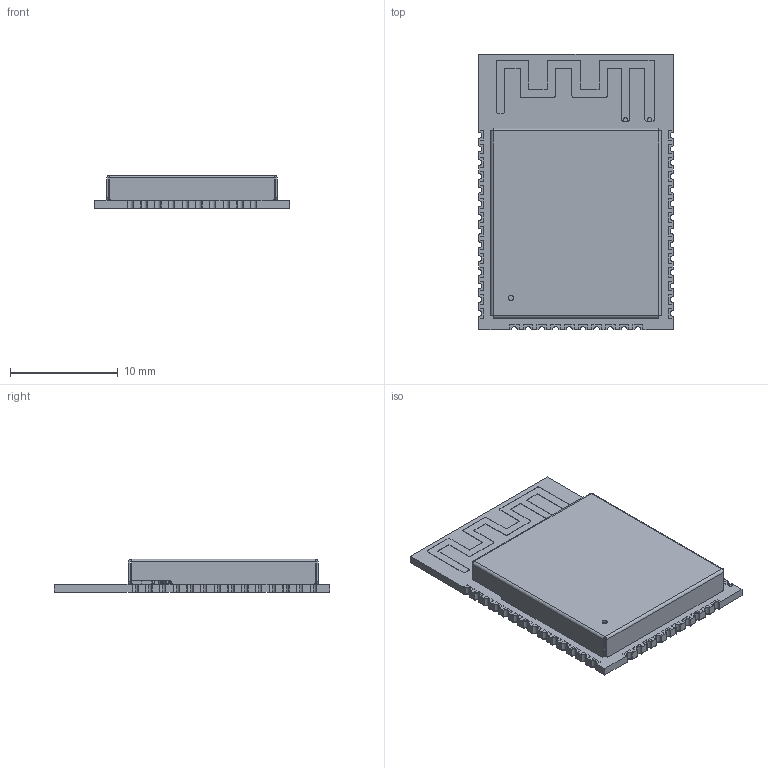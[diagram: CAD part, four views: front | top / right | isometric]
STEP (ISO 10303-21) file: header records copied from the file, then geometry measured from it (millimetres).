
FILE_DESCRIPTION (( 'STEP AP214' ), '1' );
FILE_NAME ('ESP32-WROOM-32E_20210903.STEP', '2021-09-03T11:59:30', ( '' ), ( '' ), 'SwSTEP 2.0', '', '' );
FILE_SCHEMA (( 'AUTOMOTIVE_DESIGN' ));
Length unit declared in the file: millimetre
Products named in the file (195): uid__1-411^DesignRootModel_PCB_ESP32-WROOM-32E_V1(2)_PCB_ESP32-WROOM-32E_V1.STEP; uid__1-597^DesignRootModel_PCB_ESP32-WROOM-32E_V1(2)_PCB_ESP32-WROOM-32E_V1.STEP; XTAL3225_20210301.STEP^XTAL3225_20210301.STEP_Submodel-3225_part_DesignRootModel_PCB_ESP32-WROOM-32E_V1(2)_PCB_ESP32-WROOM-32E_V1.STEP; uid__1-499^DesignRootModel_PCB_ESP32-WROOM-32E_V1(2)_PCB_ESP32-WROOM-32E_V1.STEP; uid__1-460^DesignRootModel_PCB_ESP32-WROOM-32E_V1(2)_PCB_ESP32-WROOM-32E_V1.STEP; PCB_ESP32-WROOM-32E.STEP; uid__1-532^DesignRootModel_PCB_ESP32-WROOM-32E_V1(2)_PCB_ESP32-WROOM-32E_V1.STEP; uid__1-437^DesignRootModel_PCB_ESP32-WROOM-32E_V1(2)_PCB_ESP32-WROOM-32E_V1.STEP; uid__1-608^DesignRootModel_PCB_ESP32-WROOM-32E_V1(2)_PCB_ESP32-WROOM-32E_V1.STEP; Submodel-C0201_part^DesignRootModel_PCB_ESP32-WROOM-32E_V1(2)_PCB_ESP32-WROOM-32E_V1-4.STEP; Submodel-C0201_part^DesignRootModel_PCB_ESP32-WROOM-32E_V1(2)_PCB_ESP32-WROOM-32E_V1-8.STEP; C0201_20210301.STEP^Submodel-C0201_part_DesignRootModel_PCB_ESP32-WROOM-32E_V1(2)_PCB_ESP32-WROOM-32E_V1-2.STEP; uid__1-632^DesignRootModel_PCB_ESP32-WROOM-32E_V1(2)_PCB_ESP32-WROOM-32E_V1.STEP; uid__1-445^DesignRootModel_PCB_ESP32-WROOM-32E_V1(2)_PCB_ESP32-WROOM-32E_V1.STEP; uid__1-506^DesignRootModel_PCB_ESP32-WROOM-32E_V1(2)_PCB_ESP32-WROOM-32E_V1.STEP; uid__1-364^DesignRootModel_PCB_ESP32-WROOM-32E_V1(2)_PCB_ESP32-WROOM-32E_V1.STEP; Submodel-C0201_part^DesignRootModel_PCB_ESP32-WROOM-32E_V1(2)_PCB_ESP32-WROOM-32E_V1-7.STEP; uid__1-504^DesignRootModel_PCB_ESP32-WROOM-32E_V1(2)_PCB_ESP32-WROOM-32E_V1.STEP; uid__1-552^DesignRootModel_PCB_ESP32-WROOM-32E_V1(2)_PCB_ESP32-WROOM-32E_V1.STEP; uid__1-679^DesignRootModel_PCB_ESP32-WROOM-32E_V1(2)_PCB_ESP32-WROOM-32E_V1.STEP; uid__1-377^DesignRootModel_PCB_ESP32-WROOM-32E_V1(2)_PCB_ESP32-WROOM-32E_V1.STEP; uid__1-497^DesignRootModel_PCB_ESP32-WROOM-32E_V1(2)_PCB_ESP32-WROOM-32E_V1.STEP; C0201_20210301.STEP^Submodel-C0201_part_DesignRootModel_PCB_ESP32-WROOM-32E_V1(2)_PCB_ESP32-WROOM-32E_V1-3.STEP; uid__1-656^DesignRootModel_PCB_ESP32-WROOM-32E_V1(2)_PCB_ESP32-WROOM-32E_V1.STEP; Submodel-C0201_part^DesignRootModel_PCB_ESP32-WROOM-32E_V1(2)_PCB_ESP32-WROOM-32E_V1-10.STEP; uid__1-593^DesignRootModel_PCB_ESP32-WROOM-32E_V1(2)_PCB_ESP32-WROOM-32E_V1.STEP; Submodel-ANT_L_TYPEA_1501846164_part^DesignRootModel_PCB_ESP32-WROOM-32E_V1(2)_PCB_ESP32-WROOM-32E_V1.STEP; uid__1-566^DesignRootModel_PCB_ESP32-WROOM-32E_V1(2)_PCB_ESP32-WROOM-32E_V1.STEP; uid__1-385^DesignRootModel_PCB_ESP32-WROOM-32E_V1(2)_PCB_ESP32-WROOM-32E_V1.STEP; Submodel-3225_part^DesignRootModel_PCB_ESP32-WROOM-32E_V1(2)_PCB_ESP32-WROOM-32E_V1.STEP; uid__1-568^DesignRootModel_PCB_ESP32-WROOM-32E_V1(2)_PCB_ESP32-WROOM-32E_V1.STEP; uid__1-409^DesignRootModel_PCB_ESP32-WROOM-32E_V1(2)_PCB_ESP32-WROOM-32E_V1.STEP; uid__1-612^DesignRootModel_PCB_ESP32-WROOM-32E_V1(2)_PCB_ESP32-WROOM-32E_V1.STEP; Submodel-C0201_part^DesignRootModel_PCB_ESP32-WROOM-32E_V1(2)_PCB_ESP32-WROOM-32E_V1-2.STEP; uid__1-486^DesignRootModel_PCB_ESP32-WROOM-32E_V1(2)_PCB_ESP32-WROOM-32E_V1.STEP; uid__1-675^DesignRootModel_PCB_ESP32-WROOM-32E_V1(2)_PCB_ESP32-WROOM-32E_V1.STEP; uid__1-590^DesignRootModel_PCB_ESP32-WROOM-32E_V1(2)_PCB_ESP32-WROOM-32E_V1.STEP; C0201_20210301.STEP^Submodel-C0201_part_DesignRootModel_PCB_ESP32-WROOM-32E_V1(2)_PCB_ESP32-WROOM-32E_V1-6.STEP; uid__1-505^DesignRootModel_PCB_ESP32-WROOM-32E_V1(2)_PCB_ESP32-WROOM-32E_V1.STEP; L0201_20210301.STEP^Submodel-L0201_part_DesignRootModel_PCB_ESP32-WROOM-32E_V1(2)_PCB_ESP32-WROOM-32E_V1.STEP ...
Assembly tree (251 placements, depth 7):
  ESP32-WROOM-32E_20210903
    ESP32-WROOM-32E_20210903.STEP
      PCB_ESP32-WROOM-32E_V1(2)^PCB_ESP32-WROOM-32E_V1.STEP
        DesignRootModel^PCB_ESP32-WROOM-32E_V1(2)_PCB_ESP32-WROOM-32E_V1.STEP
          Submodel-SLP48_5X5_part^DesignRootModel_PCB_ESP32-WROOM-32E_V1(2)_PCB_ESP32-WROOM-32E_V1.STEP
            ESP32_5x5_20210301.STEP^Submodel-SLP48_5X5_part_DesignRootModel_PCB_ESP32-WROOM-32E_V1(2)_PCB_ESP32-WROOM-32E_V1.STEP
              ESP32_5x5_20210301.STEP^ESP32_5x5_20210301.STEP_Submodel-SLP48_5X5_part_DesignRootModel_PCB_ESP32-WROOM-32E_V1(2)_PCB_ESP32-WROOM-32E_V1.STEP
          Submodel-ANT_L_TYPEA_1501846164_part^DesignRootModel_PCB_ESP32-WROOM-32E_V1(2)_PCB_ESP32-WROOM-32E_V1.STEP
            trace_1^Submodel-ANT_L_TYPEA_1501846164_part_DesignRootModel_PCB_ESP32-WROOM-32E_V1(2)_PCB_ESP32-WROOM-32E_V1.STEP
          Submodel-SOD882_part^DesignRootModel_PCB_ESP32-WROOM-32E_V1(2)_PCB_ESP32-WROOM-32E_V1.STEP
            DFN1006.STEP^Submodel-SOD882_part_DesignRootModel_PCB_ESP32-WROOM-32E_V1(2)_PCB_ESP32-WROOM-32E_V1.STEP
              DFN1006.STEP^DFN1006.STEP_Submodel-SOD882_part_DesignRootModel_PCB_ESP32-WROOM-32E_V1(2)_PCB_ESP32-WROOM-32E_V1.STEP
          Submodel-R0201_part^DesignRootModel_PCB_ESP32-WROOM-32E_V1(2)_PCB_ESP32-WROOM-32E_V1.STEP
            R0201_20210301.STEP^Submodel-R0201_part_DesignRootModel_PCB_ESP32-WROOM-32E_V1(2)_PCB_ESP32-WROOM-32E_V1.STEP
              R0201_20210301.STEP^R0201_20210301.STEP_Submodel-R0201_part_DesignRootModel_PCB_ESP32-WROOM-32E_V1(2)_PCB_ESP32-WROOM-32E_V1.STEP
          Submodel-R0201_part^DesignRootModel_PCB_ESP32-WROOM-32E_V1(2)_PCB_ESP32-WROOM-32E_V1-1.STEP
            R0201_20210301.STEP^Submodel-R0201_part_DesignRootModel_PCB_ESP32-WROOM-32E_V1(2)_PCB_ESP32-WROOM-32E_V1-1.STEP
              R0201_20210301.STEP^R0201_20210301.STEP_Submodel-R0201_part_DesignRootModel_PCB_ESP32-WROOM-32E_V1(2)_PCB_ESP32-WROOM-32E_V1.STEP
          Submodel-R0201_part^DesignRootModel_PCB_ESP32-WROOM-32E_V1(2)_PCB_ESP32-WROOM-32E_V1-2.STEP
            R0201_20210301.STEP^Submodel-R0201_part_DesignRootModel_PCB_ESP32-WROOM-32E_V1(2)_PCB_ESP32-WROOM-32E_V1-2.STEP
              R0201_20210301.STEP^R0201_20210301.STEP_Submodel-R0201_part_DesignRootModel_PCB_ESP32-WROOM-32E_V1(2)_PCB_ESP32-WROOM-32E_V1.STEP
          Submodel-L0201_part^DesignRootModel_PCB_ESP32-WROOM-32E_V1(2)_PCB_ESP32-WROOM-32E_V1.STEP
            L0201_20210301.STEP^Submodel-L0201_part_DesignRootModel_PCB_ESP32-WROOM-32E_V1(2)_PCB_ESP32-WROOM-32E_V1.STEP
              L0201_20210301.STEP^L0201_20210301.STEP_Submodel-L0201_part_DesignRootModel_PCB_ESP32-WROOM-32E_V1(2)_PCB_ESP32-WROOM-32E_V1.STEP
          Submodel-L0201_part^DesignRootModel_PCB_ESP32-WROOM-32E_V1(2)_PCB_ESP32-WROOM-32E_V1-1.STEP
            L0201_20210301.STEP^Submodel-L0201_part_DesignRootModel_PCB_ESP32-WROOM-32E_V1(2)_PCB_ESP32-WROOM-32E_V1-1.STEP
              L0201_20210301.STEP^L0201_20210301.STEP_Submodel-L0201_part_DesignRootModel_PCB_ESP32-WROOM-32E_V1(2)_PCB_ESP32-WROOM-32E_V1.STEP
          Submodel-C0201_part^DesignRootModel_PCB_ESP32-WROOM-32E_V1(2)_PCB_ESP32-WROOM-32E_V1.STEP
            C0201_20210301.STEP^Submodel-C0201_part_DesignRootModel_PCB_ESP32-WROOM-32E_V1(2)_PCB_ESP32-WROOM-32E_V1.STEP
              C0201_20210301.STEP^C0201_20210301.STEP_Submodel-C0201_part_DesignRootModel_PCB_ESP32-WROOM-32E_V1(2)_PCB_ESP32-WROOM-32E_V1.STEP
          Submodel-C0201_part^DesignRootModel_PCB_ESP32-WROOM-32E_V1(2)_PCB_ESP32-WROOM-32E_V1-1.STEP
            C0201_20210301.STEP^Submodel-C0201_part_DesignRootModel_PCB_ESP32-WROOM-32E_V1(2)_PCB_ESP32-WROOM-32E_V1-1.STEP
              C0201_20210301.STEP^C0201_20210301.STEP_Submodel-C0201_part_DesignRootModel_PCB_ESP32-WROOM-32E_V1(2)_PCB_ESP32-WROOM-32E_V1.STEP
          Submodel-C0201_part^DesignRootModel_PCB_ESP32-WROOM-32E_V1(2)_PCB_ESP32-WROOM-32E_V1-2.STEP
            C0201_20210301.STEP^Submodel-C0201_part_DesignRootModel_PCB_ESP32-WROOM-32E_V1(2)_PCB_ESP32-WROOM-32E_V1-2.STEP
              C0201_20210301.STEP^C0201_20210301.STEP_Submodel-C0201_part_DesignRootModel_PCB_ESP32-WROOM-32E_V1(2)_PCB_ESP32-WROOM-32E_V1.STEP
          Submodel-C0201_part^DesignRootModel_PCB_ESP32-WROOM-32E_V1(2)_PCB_ESP32-WROOM-32E_V1-3.STEP
            C0201_20210301.STEP^Submodel-C0201_part_DesignRootModel_PCB_ESP32-WROOM-32E_V1(2)_PCB_ESP32-WROOM-32E_V1-3.STEP
              C0201_20210301.STEP^C0201_20210301.STEP_Submodel-C0201_part_DesignRootModel_PCB_ESP32-WROOM-32E_V1(2)_PCB_ESP32-WROOM-32E_V1.STEP
          Submodel-C0201_part^DesignRootModel_PCB_ESP32-WROOM-32E_V1(2)_PCB_ESP32-WROOM-32E_V1-4.STEP
            C0201_20210301.STEP^Submodel-C0201_part_DesignRootModel_PCB_ESP32-WROOM-32E_V1(2)_PCB_ESP32-WROOM-32E_V1-4.STEP
              C0201_20210301.STEP^C0201_20210301.STEP_Submodel-C0201_part_DesignRootModel_PCB_ESP32-WROOM-32E_V1(2)_PCB_ESP32-WROOM-32E_V1.STEP
          Submodel-C0201_part^DesignRootModel_PCB_ESP32-WROOM-32E_V1(2)_PCB_ESP32-WROOM-32E_V1-5.STEP
            C0201_20210301.STEP^Submodel-C0201_part_DesignRootModel_PCB_ESP32-WROOM-32E_V1(2)_PCB_ESP32-WROOM-32E_V1-5.STEP
              C0201_20210301.STEP^C0201_20210301.STEP_Submodel-C0201_part_DesignRootModel_PCB_ESP32-WROOM-32E_V1(2)_PCB_ESP32-WROOM-32E_V1.STEP
          Submodel-C0201_part^DesignRootModel_PCB_ESP32-WROOM-32E_V1(2)_PCB_ESP32-WROOM-32E_V1-6.STEP
            C0201_20210301.STEP^Submodel-C0201_part_DesignRootModel_PCB_ESP32-WROOM-32E_V1(2)_PCB_ESP32-WROOM-32E_V1-6.STEP
              C0201_20210301.STEP^C0201_20210301.STEP_Submodel-C0201_part_DesignRootModel_PCB_ESP32-WROOM-32E_V1(2)_PCB_ESP32-WROOM-32E_V1.STEP
          Submodel-C0201_part^DesignRootModel_PCB_ESP32-WROOM-32E_V1(2)_PCB_ESP32-WROOM-32E_V1-7.STEP
            C0201_20210301.STEP^Submodel-C0201_part_DesignRootModel_PCB_ESP32-WROOM-32E_V1(2)_PCB_ESP32-WROOM-32E_V1-7.STEP
              C0201_20210301.STEP^C0201_20210301.STEP_Submodel-C0201_part_DesignRootModel_PCB_ESP32-WROOM-32E_V1(2)_PCB_ESP32-WROOM-32E_V1.STEP
          Submodel-C0201_part^DesignRootModel_PCB_ESP32-WROOM-32E_V1(2)_PCB_ESP32-WROOM-32E_V1-8.STEP
            C0201_20210301.STEP^Submodel-C0201_part_DesignRootModel_PCB_ESP32-WROOM-32E_V1(2)_PCB_ESP32-WROOM-32E_V1-8.STEP
              C0201_20210301.STEP^C0201_20210301.STEP_Submodel-C0201_part_DesignRootModel_PCB_ESP32-WROOM-32E_V1(2)_PCB_ESP32-WROOM-32E_V1.STEP
          Submodel-C0201_part^DesignRootModel_PCB_ESP32-WROOM-32E_V1(2)_PCB_ESP32-WROOM-32E_V1-9.STEP
            C0201_20210301.STEP^Submodel-C0201_part_DesignRootModel_PCB_ESP32-WROOM-32E_V1(2)_PCB_ESP32-WROOM-32E_V1-9.STEP
              C0201_20210301.STEP^C0201_20210301.STEP_Submodel-C0201_part_DesignRootModel_PCB_ESP32-WROOM-32E_V1(2)_PCB_ESP32-WROOM-32E_V1.STEP
          Submodel-C0201_part^DesignRootModel_PCB_ESP32-WROOM-32E_V1(2)_PCB_ESP32-WROOM-32E_V1-10.STEP
            C0201_20210301.STEP^Submodel-C0201_part_DesignRootModel_PCB_ESP32-WROOM-32E_V1(2)_PCB_ESP32-WROOM-32E_V1-10.STEP
              C0201_20210301.STEP^C0201_20210301.STEP_Submodel-C0201_part_DesignRootModel_PCB_ESP32-WROOM-32E_V1(2)_PCB_ESP32-WROOM-32E_V1.STEP
Bounding box: 18 x 25.5 x 3.1 mm (x, y, z)
Volume: 486.9 mm3; surface area: 2376.8 mm2
Topology: 218 solids, 219 shells, 3625 faces, 8958 edges, 5672 vertices
Faces by surface type: plane 2583, cylinder 836, sphere 168, bspline 34, torus 4
Entity records: 76640 total; most frequent: CARTESIAN_POINT 14323, DIRECTION 11337, ORIENTED_EDGE 11124, EDGE_CURVE 5562, VECTOR 4669, LINE 4669, VERTEX_POINT 3664, AXIS2_PLACEMENT_3D 3334
